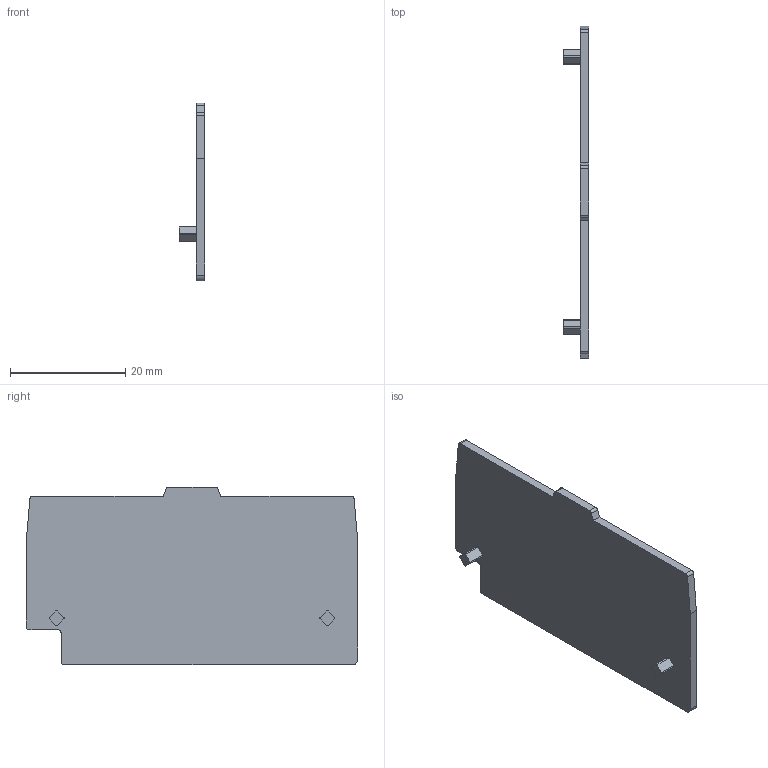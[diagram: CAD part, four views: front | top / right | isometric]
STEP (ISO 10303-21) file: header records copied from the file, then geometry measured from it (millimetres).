
FILE_DESCRIPTION(('CATIA V5R20 STEP214'),'2;1');
FILE_NAME ('6476189_2', '2014-10-30T10:40:24+00:00', ('Weidmueller Interface'), ('Weidmueller'), 'CATIA Version 5 Release 20 SP 5 (IN-10)', 'CATIA V5 STEP AP214', 'none');
FILE_SCHEMA(('AUTOMOTIVE_DESIGN { 1 0 10303 214 1 1 1 1 }'));
Length unit declared in the file: millimetre
Products named in the file (1): 1349290000_ZAP_TW_ZDU_ZPE_2-5N_4AN_OR
Bounding box: 4.5 x 57.5 x 30.8 mm (x, y, z)
Volume: 2499.9 mm3; surface area: 3606.9 mm2
Topology: 1 solids, 1 shells, 40 faces, 108 edges, 72 vertices
Faces by surface type: plane 24, cylinder 16
Entity records: 1525 total; most frequent: CARTESIAN_POINT 219, ORIENTED_EDGE 216, DIRECTION 184, EDGE_CURVE 108, VECTOR 76, LINE 76, VERTEX_POINT 72, AXIS2_PLACEMENT_3D 71
